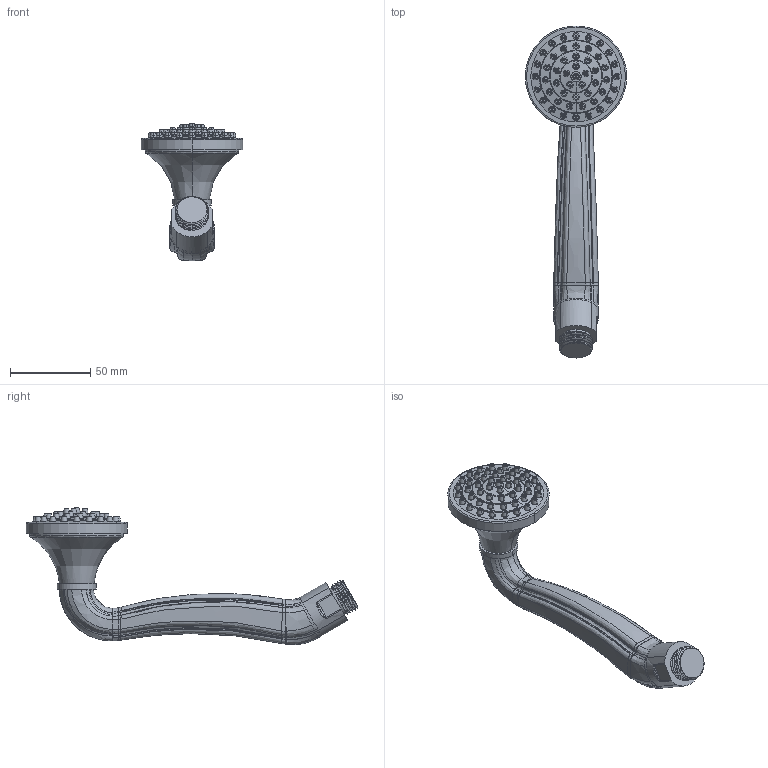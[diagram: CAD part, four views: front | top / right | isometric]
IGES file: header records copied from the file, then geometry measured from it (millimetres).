
Start section:  PTC IGES file: 80752.igs
Global section: file name: 80752.igs; native system: Creo Parametric by PTC Inc.; preprocessor: 2018400; author: jinson.thomas; organization: Unknown; date: 20201211.102747; units: inch
Bounding box: 63.25 x 207.19 x 85.77 mm (x, y, z)
Volume: 153124.7 mm3; surface area: 29653 mm2
Topology: 1 solids, 3 shells, 961 faces, 2128 edges, 1322 vertices
Faces by surface type: bspline 496, revolution 465
